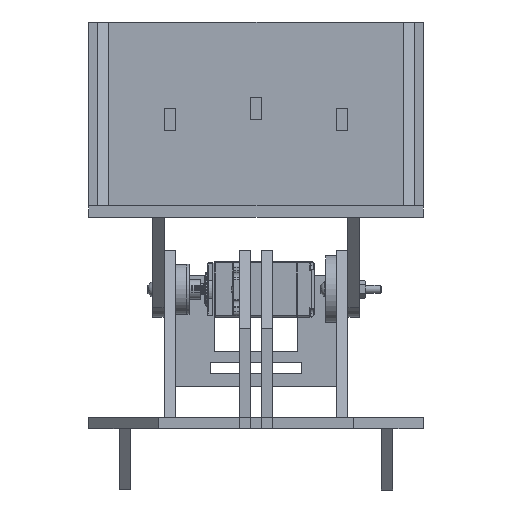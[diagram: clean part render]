
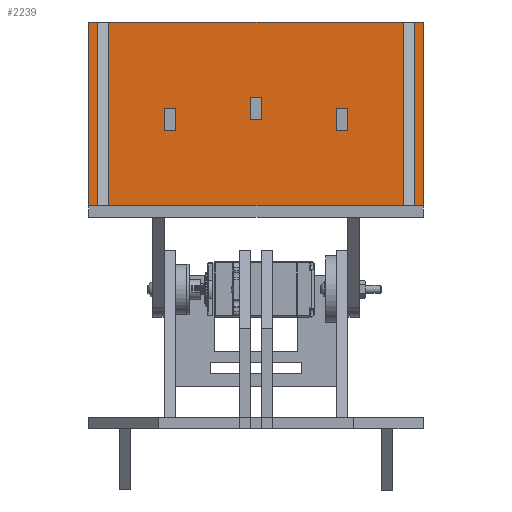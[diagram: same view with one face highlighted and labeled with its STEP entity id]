
A CAD part, left-side view. The second image highlights one B-rep face of the part: STEP entity #2239.
In plain terms, the highlighted face is planar.
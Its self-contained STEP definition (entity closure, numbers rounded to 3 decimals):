
#2239=ADVANCED_FACE('',(#8649,#8651,#8653,#8655,#8657,#8659),#8661,.F.);
#8649=FACE_BOUND('',#8650,.T.);
#8650=EDGE_LOOP('',(#17181,#17182,#17183,#17184));
#8651=FACE_BOUND('',#8652,.T.);
#8652=EDGE_LOOP('',(#17185,#17186,#17187,#17188));
#8653=FACE_BOUND('',#8654,.T.);
#8654=EDGE_LOOP('',(#17189,#17190,#17191,#17192));
#8655=FACE_BOUND('',#8656,.T.);
#8656=EDGE_LOOP('',(#17193,#17194,#17195,#17196));
#8657=FACE_BOUND('',#8658,.T.);
#8658=EDGE_LOOP('',(#17197,#17198,#17199,#17200));
#8659=FACE_BOUND('',#8660,.T.);
#8660=EDGE_LOOP('',(#17201,#17202,#17203,#17204));
#8661=PLANE('',#8662);
#8662=AXIS2_PLACEMENT_3D('',#8663,#8664,#8665);
#8663=CARTESIAN_POINT('',(0.,0.,-2.));
#8664=DIRECTION('',(0.,0.,1.));
#8665=DIRECTION('',(-1.,0.,0.));
#17181=ORIENTED_EDGE('',*,*,#21553,.F.);
#17182=ORIENTED_EDGE('',*,*,#21554,.F.);
#17183=ORIENTED_EDGE('',*,*,#21555,.F.);
#17184=ORIENTED_EDGE('',*,*,#21556,.F.);
#17185=ORIENTED_EDGE('',*,*,#21557,.T.);
#17186=ORIENTED_EDGE('',*,*,#21558,.T.);
#17187=ORIENTED_EDGE('',*,*,#21559,.T.);
#17188=ORIENTED_EDGE('',*,*,#21560,.T.);
#17189=ORIENTED_EDGE('',*,*,#21561,.T.);
#17190=ORIENTED_EDGE('',*,*,#21562,.T.);
#17191=ORIENTED_EDGE('',*,*,#21563,.T.);
#17192=ORIENTED_EDGE('',*,*,#21564,.T.);
#17193=ORIENTED_EDGE('',*,*,#21565,.T.);
#17194=ORIENTED_EDGE('',*,*,#21566,.T.);
#17195=ORIENTED_EDGE('',*,*,#21567,.T.);
#17196=ORIENTED_EDGE('',*,*,#21568,.T.);
#17197=ORIENTED_EDGE('',*,*,#21569,.T.);
#17198=ORIENTED_EDGE('',*,*,#21570,.T.);
#17199=ORIENTED_EDGE('',*,*,#21571,.T.);
#17200=ORIENTED_EDGE('',*,*,#21572,.T.);
#17201=ORIENTED_EDGE('',*,*,#21573,.T.);
#17202=ORIENTED_EDGE('',*,*,#21574,.T.);
#17203=ORIENTED_EDGE('',*,*,#21575,.T.);
#17204=ORIENTED_EDGE('',*,*,#21576,.T.);
#21553=EDGE_CURVE('',#23926,#23927,#23928,.T.);
#21554=EDGE_CURVE('',#23929,#23926,#23930,.T.);
#21555=EDGE_CURVE('',#23931,#23929,#23932,.T.);
#21556=EDGE_CURVE('',#23927,#23931,#23933,.T.);
#21557=EDGE_CURVE('',#23934,#23935,#23936,.T.);
#21558=EDGE_CURVE('',#23935,#23937,#23938,.T.);
#21559=EDGE_CURVE('',#23937,#23939,#23940,.T.);
#21560=EDGE_CURVE('',#23939,#23934,#23941,.T.);
#21561=EDGE_CURVE('',#23942,#23943,#23944,.T.);
#21562=EDGE_CURVE('',#23943,#23945,#23946,.T.);
#21563=EDGE_CURVE('',#23945,#23947,#23948,.T.);
#21564=EDGE_CURVE('',#23947,#23942,#23949,.T.);
#21565=EDGE_CURVE('',#23950,#23951,#23952,.T.);
#21566=EDGE_CURVE('',#23951,#23953,#23954,.T.);
#21567=EDGE_CURVE('',#23953,#23955,#23956,.T.);
#21568=EDGE_CURVE('',#23955,#23950,#23957,.T.);
#21569=EDGE_CURVE('',#23958,#23959,#23960,.T.);
#21570=EDGE_CURVE('',#23959,#23961,#23962,.T.);
#21571=EDGE_CURVE('',#23961,#23963,#23964,.T.);
#21572=EDGE_CURVE('',#23963,#23958,#23965,.T.);
#21573=EDGE_CURVE('',#23966,#23967,#23968,.T.);
#21574=EDGE_CURVE('',#23967,#23969,#23970,.T.);
#21575=EDGE_CURVE('',#23969,#23971,#23972,.T.);
#21576=EDGE_CURVE('',#23971,#23966,#23973,.T.);
#23926=VERTEX_POINT('',#28042);
#23927=VERTEX_POINT('',#28043);
#23928=LINE('',#28044,#28045);
#23929=VERTEX_POINT('',#28047);
#23930=LINE('',#28048,#28049);
#23931=VERTEX_POINT('',#28051);
#23932=LINE('',#28052,#28053);
#23933=LINE('',#28055,#28056);
#23934=VERTEX_POINT('',#28058);
#23935=VERTEX_POINT('',#28059);
#23936=LINE('',#28060,#28061);
#23937=VERTEX_POINT('',#28063);
#23938=LINE('',#28064,#28065);
#23939=VERTEX_POINT('',#28067);
#23940=LINE('',#28068,#28069);
#23941=LINE('',#28071,#28072);
#23942=VERTEX_POINT('',#28074);
#23943=VERTEX_POINT('',#28075);
#23944=LINE('',#28076,#28077);
#23945=VERTEX_POINT('',#28079);
#23946=LINE('',#28080,#28081);
#23947=VERTEX_POINT('',#28083);
#23948=LINE('',#28084,#28085);
#23949=LINE('',#28087,#28088);
#23950=VERTEX_POINT('',#28090);
#23951=VERTEX_POINT('',#28091);
#23952=LINE('',#28092,#28093);
#23953=VERTEX_POINT('',#28095);
#23954=LINE('',#28096,#28097);
#23955=VERTEX_POINT('',#28099);
#23956=LINE('',#28100,#28101);
#23957=LINE('',#28103,#28104);
#23958=VERTEX_POINT('',#28106);
#23959=VERTEX_POINT('',#28107);
#23960=LINE('',#28108,#28109);
#23961=VERTEX_POINT('',#28111);
#23962=LINE('',#28112,#28113);
#23963=VERTEX_POINT('',#28115);
#23964=LINE('',#28116,#28117);
#23965=LINE('',#28119,#28120);
#23966=VERTEX_POINT('',#28122);
#23967=VERTEX_POINT('',#28123);
#23968=LINE('',#28124,#28125);
#23969=VERTEX_POINT('',#28127);
#23970=LINE('',#28128,#28129);
#23971=VERTEX_POINT('',#28131);
#23972=LINE('',#28132,#28133);
#23973=LINE('',#28135,#28136);
#28042=CARTESIAN_POINT('',(-60.,35.,-2.));
#28043=CARTESIAN_POINT('',(-60.,-31.,-2.));
#28044=CARTESIAN_POINT('',(-60.,35.,-2.));
#28045=VECTOR('',#28046,1.);
#28046=DIRECTION('',(0.,-1.,0.));
#28047=CARTESIAN_POINT('',(60.,35.,-2.));
#28048=CARTESIAN_POINT('',(60.,35.,-2.));
#28049=VECTOR('',#28050,1.);
#28050=DIRECTION('',(-1.,0.,0.));
#28051=CARTESIAN_POINT('',(60.,-31.,-2.));
#28052=CARTESIAN_POINT('',(60.,-31.,-2.));
#28053=VECTOR('',#28054,1.);
#28054=DIRECTION('',(0.,1.,0.));
#28055=CARTESIAN_POINT('',(-60.,-31.,-2.));
#28056=VECTOR('',#28057,1.);
#28057=DIRECTION('',(1.,0.,0.));
#28058=CARTESIAN_POINT('',(-53.,-7.,-2.));
#28059=CARTESIAN_POINT('',(-53.,7.,-2.));
#28060=CARTESIAN_POINT('',(-53.,-7.,-2.));
#28061=VECTOR('',#28062,1.);
#28062=DIRECTION('',(0.,1.,0.));
#28063=CARTESIAN_POINT('',(-57.,7.,-2.));
#28064=CARTESIAN_POINT('',(-53.,7.,-2.));
#28065=VECTOR('',#28066,1.);
#28066=DIRECTION('',(-1.,0.,0.));
#28067=CARTESIAN_POINT('',(-57.,-7.,-2.));
#28068=CARTESIAN_POINT('',(-57.,7.,-2.));
#28069=VECTOR('',#28070,1.);
#28070=DIRECTION('',(0.,-1.,0.));
#28071=CARTESIAN_POINT('',(-57.,-7.,-2.));
#28072=VECTOR('',#28073,1.);
#28073=DIRECTION('',(1.,0.,0.));
#28074=CARTESIAN_POINT('',(53.,-7.,-2.));
#28075=CARTESIAN_POINT('',(57.,-7.,-2.));
#28076=CARTESIAN_POINT('',(53.,-7.,-2.));
#28077=VECTOR('',#28078,1.);
#28078=DIRECTION('',(1.,0.,0.));
#28079=CARTESIAN_POINT('',(57.,7.,-2.));
#28080=CARTESIAN_POINT('',(57.,-7.,-2.));
#28081=VECTOR('',#28082,1.);
#28082=DIRECTION('',(0.,1.,0.));
#28083=CARTESIAN_POINT('',(53.,7.,-2.));
#28084=CARTESIAN_POINT('',(57.,7.,-2.));
#28085=VECTOR('',#28086,1.);
#28086=DIRECTION('',(-1.,0.,0.));
#28087=CARTESIAN_POINT('',(53.,7.,-2.));
#28088=VECTOR('',#28089,1.);
#28089=DIRECTION('',(0.,-1.,0.));
#28090=CARTESIAN_POINT('',(-2.,0.,-2.));
#28091=CARTESIAN_POINT('',(2.,0.,-2.));
#28092=CARTESIAN_POINT('',(-2.,0.,-2.));
#28093=VECTOR('',#28094,1.);
#28094=DIRECTION('',(1.,0.,0.));
#28095=CARTESIAN_POINT('',(2.,8.,-2.));
#28096=CARTESIAN_POINT('',(2.,0.,-2.));
#28097=VECTOR('',#28098,1.);
#28098=DIRECTION('',(0.,1.,0.));
#28099=CARTESIAN_POINT('',(-2.,8.,-2.));
#28100=CARTESIAN_POINT('',(2.,8.,-2.));
#28101=VECTOR('',#28102,1.);
#28102=DIRECTION('',(-1.,0.,0.));
#28103=CARTESIAN_POINT('',(-2.,8.,-2.));
#28104=VECTOR('',#28105,1.);
#28105=DIRECTION('',(0.,-1.,0.));
#28106=CARTESIAN_POINT('',(33.,4.,-2.));
#28107=CARTESIAN_POINT('',(29.,4.,-2.));
#28108=CARTESIAN_POINT('',(33.,4.,-2.));
#28109=VECTOR('',#28110,1.);
#28110=DIRECTION('',(-1.,0.,0.));
#28111=CARTESIAN_POINT('',(29.,-4.,-2.));
#28112=CARTESIAN_POINT('',(29.,4.,-2.));
#28113=VECTOR('',#28114,1.);
#28114=DIRECTION('',(0.,-1.,0.));
#28115=CARTESIAN_POINT('',(33.,-4.,-2.));
#28116=CARTESIAN_POINT('',(29.,-4.,-2.));
#28117=VECTOR('',#28118,1.);
#28118=DIRECTION('',(1.,0.,0.));
#28119=CARTESIAN_POINT('',(33.,-4.,-2.));
#28120=VECTOR('',#28121,1.);
#28121=DIRECTION('',(0.,1.,0.));
#28122=CARTESIAN_POINT('',(-33.,-4.,-2.));
#28123=CARTESIAN_POINT('',(-29.,-4.,-2.));
#28124=CARTESIAN_POINT('',(-33.,-4.,-2.));
#28125=VECTOR('',#28126,1.);
#28126=DIRECTION('',(1.,0.,0.));
#28127=CARTESIAN_POINT('',(-29.,4.,-2.));
#28128=CARTESIAN_POINT('',(-29.,-4.,-2.));
#28129=VECTOR('',#28130,1.);
#28130=DIRECTION('',(0.,1.,0.));
#28131=CARTESIAN_POINT('',(-33.,4.,-2.));
#28132=CARTESIAN_POINT('',(-29.,4.,-2.));
#28133=VECTOR('',#28134,1.);
#28134=DIRECTION('',(-1.,0.,0.));
#28135=CARTESIAN_POINT('',(-33.,4.,-2.));
#28136=VECTOR('',#28137,1.);
#28137=DIRECTION('',(0.,-1.,0.));
